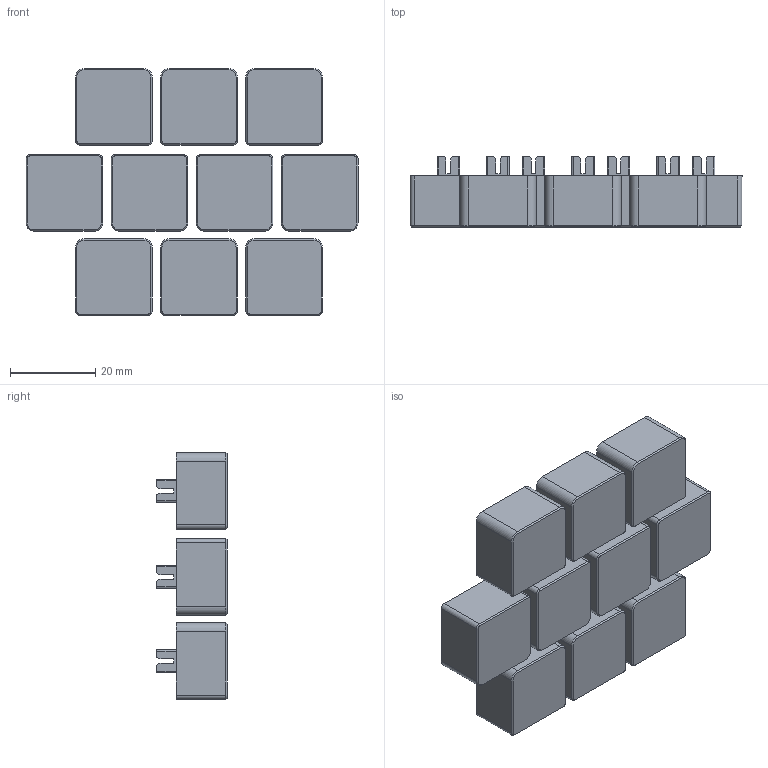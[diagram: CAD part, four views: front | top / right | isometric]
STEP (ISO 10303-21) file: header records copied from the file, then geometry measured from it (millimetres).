
FILE_DESCRIPTION(/* description */ (''),/* implementation_level */ '2;1');
FILE_NAME(/* name */ 'numbar-print.iam.step',/* time_stamp */ '2017-07-26T20:48:12-07:00',/* author */ ('Jason Cemra'),/* organization */ (''),/* preprocessor_version */ 'ST-DEVELOPER v16.13',/* originating_system */ 'Autodesk Inventor 2018',/* authorisation */ '');
FILE_SCHEMA (('AUTOMOTIVE_DESIGN { 1 0 10303 214 3 1 1 }'));
Length unit declared in the file: millimetre
Products named in the file (2): numbar-print; Numbar Keycap (Cherry MX)
Assembly tree (10 placements, depth 2):
  numbar-print
    Numbar Keycap (Cherry MX)  x10
Bounding box: 78 x 16.5 x 58 mm (x, y, z)
Volume: 20625.8 mm3; surface area: 25447.1 mm2
Topology: 10 solids, 10 shells, 690 faces, 1860 edges, 1200 vertices
Faces by surface type: plane 550, cylinder 100, cone 40
Entity records: 2334 total; most frequent: CARTESIAN_POINT 387, ORIENTED_EDGE 372, DIRECTION 372, EDGE_CURVE 186, LINE 162, VECTOR 162, VERTEX_POINT 120, AXIS2_PLACEMENT_3D 105
